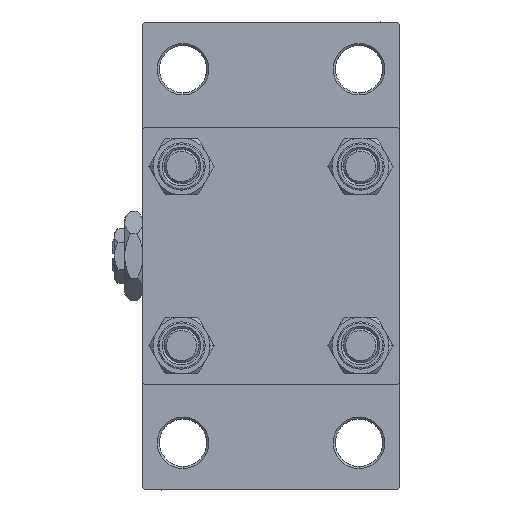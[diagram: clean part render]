
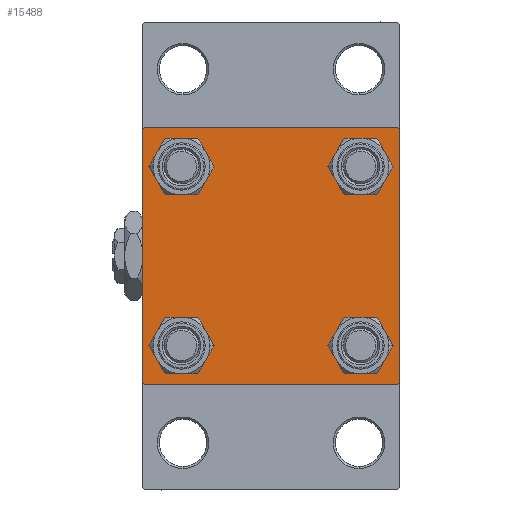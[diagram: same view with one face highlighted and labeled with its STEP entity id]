
A CAD part, left-side view. The second image highlights one B-rep face of the part: STEP entity #15488.
In plain terms, the highlighted planar face has unit normal (-1, 0, 0).
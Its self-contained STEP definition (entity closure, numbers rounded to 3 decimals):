
#566 = VERTEX_POINT ( 'NONE', #30831 ) ;
#589 = DIRECTION ( 'NONE',  ( 1., 0., 0. ) ) ;
#790 = VECTOR ( 'NONE', #3134, 1000. ) ;
#1440 = LINE ( 'NONE', #4721, #13989 ) ;
#1458 = DIRECTION ( 'NONE',  ( 0., -0.707, -0.707 ) ) ;
#1541 = CARTESIAN_POINT ( 'NONE',  ( 0., 29.75, 29.75 ) ) ;
#1647 = ORIENTED_EDGE ( 'NONE', *, *, #8918, .T. ) ;
#2048 = DIRECTION ( 'NONE',  ( 0., -1., 0. ) ) ;
#2375 = VERTEX_POINT ( 'NONE', #37447 ) ;
#2404 = CIRCLE ( 'NONE', #7130, 4.5 ) ;
#2660 = VERTEX_POINT ( 'NONE', #21542 ) ;
#2710 = AXIS2_PLACEMENT_3D ( 'NONE', #15497, #49100, #14755 ) ;
#2933 = CARTESIAN_POINT ( 'NONE',  ( 0., -29.5, -30. ) ) ;
#3134 = DIRECTION ( 'NONE',  ( 0., 0., -1. ) ) ;
#3379 = ORIENTED_EDGE ( 'NONE', *, *, #15228, .T. ) ;
#3519 = CARTESIAN_POINT ( 'NONE',  ( 0., -20.85, -16.35 ) ) ;
#3877 = CARTESIAN_POINT ( 'NONE',  ( 0., -30., 29.5 ) ) ;
#3879 = VERTEX_POINT ( 'NONE', #21735 ) ;
#4375 = DIRECTION ( 'NONE',  ( 0., 0., 1. ) ) ;
#4644 = ORIENTED_EDGE ( 'NONE', *, *, #40653, .T. ) ;
#4721 = CARTESIAN_POINT ( 'NONE',  ( 0., -30., 30. ) ) ;
#4864 = CARTESIAN_POINT ( 'NONE',  ( 0., -20.85, -20.85 ) ) ;
#5832 = CARTESIAN_POINT ( 'NONE',  ( 0., -20.85, 20.85 ) ) ;
#7130 = AXIS2_PLACEMENT_3D ( 'NONE', #33433, #18141, #13388 ) ;
#7281 = CARTESIAN_POINT ( 'NONE',  ( 0., 29.5, 30. ) ) ;
#7413 = VERTEX_POINT ( 'NONE', #20970 ) ;
#7825 = LINE ( 'NONE', #8984, #11464 ) ;
#8342 = FACE_BOUND ( 'NONE', #11663, .T. ) ;
#8660 = DIRECTION ( 'NONE',  ( 0., 0., 1. ) ) ;
#8821 = DIRECTION ( 'NONE',  ( 0., 0.707, -0.707 ) ) ;
#8918 = EDGE_CURVE ( 'NONE', #14581, #9654, #35901, .T. ) ;
#8967 = ORIENTED_EDGE ( 'NONE', *, *, #14036, .T. ) ;
#8984 = CARTESIAN_POINT ( 'NONE',  ( 0., 29.75, -29.75 ) ) ;
#9477 = ORIENTED_EDGE ( 'NONE', *, *, #39330, .T. ) ;
#9654 = VERTEX_POINT ( 'NONE', #16844 ) ;
#9777 = EDGE_CURVE ( 'NONE', #42994, #16789, #21115, .T. ) ;
#10221 = VECTOR ( 'NONE', #8821, 1000. ) ;
#10260 = CARTESIAN_POINT ( 'NONE',  ( 0., 20.85, -25.35 ) ) ;
#10365 = CARTESIAN_POINT ( 'NONE',  ( 0., 20.85, 16.35 ) ) ;
#10775 = VECTOR ( 'NONE', #32869, 1000. ) ;
#11464 = VECTOR ( 'NONE', #1458, 1000. ) ;
#11534 = AXIS2_PLACEMENT_3D ( 'NONE', #4864, #27203, #11655 ) ;
#11556 = AXIS2_PLACEMENT_3D ( 'NONE', #31443, #589, #4375 ) ;
#11655 = DIRECTION ( 'NONE',  ( 0., 0., 1. ) ) ;
#11663 = EDGE_LOOP ( 'NONE', ( #19915, #30600 ) ) ;
#11962 = AXIS2_PLACEMENT_3D ( 'NONE', #34920, #35158, #46932 ) ;
#13388 = DIRECTION ( 'NONE',  ( 0., 0., 1. ) ) ;
#13989 = VECTOR ( 'NONE', #19776, 1000. ) ;
#14036 = EDGE_CURVE ( 'NONE', #9654, #2660, #22704, .T. ) ;
#14581 = VERTEX_POINT ( 'NONE', #7281 ) ;
#14755 = DIRECTION ( 'NONE',  ( 0., 0., 1. ) ) ;
#15228 = EDGE_CURVE ( 'NONE', #3879, #43063, #2404, .T. ) ;
#15488 = ADVANCED_FACE ( 'NONE', ( #39161, #47423, #47173, #8342, #38922 ), #39656, .T. ) ;
#15497 = CARTESIAN_POINT ( 'NONE',  ( 0., -20.85, -20.85 ) ) ;
#16296 = CARTESIAN_POINT ( 'NONE',  ( 0., 29.5, -30. ) ) ;
#16789 = VERTEX_POINT ( 'NONE', #2933 ) ;
#16844 = CARTESIAN_POINT ( 'NONE',  ( 0., 30., 29.5 ) ) ;
#17310 = CIRCLE ( 'NONE', #46937, 4.5 ) ;
#18141 = DIRECTION ( 'NONE',  ( 1., 0., 0. ) ) ;
#18748 = CIRCLE ( 'NONE', #2710, 4.5 ) ;
#19418 = EDGE_LOOP ( 'NONE', ( #22882, #49270 ) ) ;
#19497 = AXIS2_PLACEMENT_3D ( 'NONE', #49541, #27243, #34018 ) ;
#19776 = DIRECTION ( 'NONE',  ( 0., 0., -1. ) ) ;
#19915 = ORIENTED_EDGE ( 'NONE', *, *, #39439, .T. ) ;
#20131 = DIRECTION ( 'NONE',  ( 0., 0., 1. ) ) ;
#20327 = EDGE_CURVE ( 'NONE', #32700, #2375, #44923, .T. ) ;
#20970 = CARTESIAN_POINT ( 'NONE',  ( 0., -20.85, 16.35 ) ) ;
#21115 = LINE ( 'NONE', #36410, #37487 ) ;
#21168 = EDGE_LOOP ( 'NONE', ( #3379, #4644 ) ) ;
#21542 = CARTESIAN_POINT ( 'NONE',  ( 0., 30., -29.5 ) ) ;
#21735 = CARTESIAN_POINT ( 'NONE',  ( 0., 20.85, -16.35 ) ) ;
#22704 = LINE ( 'NONE', #45261, #790 ) ;
#22882 = ORIENTED_EDGE ( 'NONE', *, *, #30690, .T. ) ;
#23996 = EDGE_CURVE ( 'NONE', #2660, #42994, #7825, .T. ) ;
#24927 = VERTEX_POINT ( 'NONE', #32129 ) ;
#25308 = DIRECTION ( 'NONE',  ( 0., -1., 0. ) ) ;
#26024 = ORIENTED_EDGE ( 'NONE', *, *, #23996, .T. ) ;
#26531 = LINE ( 'NONE', #44411, #10775 ) ;
#27201 = ORIENTED_EDGE ( 'NONE', *, *, #49617, .T. ) ;
#27203 = DIRECTION ( 'NONE',  ( 1., 0., 0. ) ) ;
#27243 = DIRECTION ( 'NONE',  ( 1., 0., 0. ) ) ;
#27730 = CARTESIAN_POINT ( 'NONE',  ( 0., 20.85, 20.85 ) ) ;
#28440 = VECTOR ( 'NONE', #41258, 1000. ) ;
#29064 = LINE ( 'NONE', #44602, #42043 ) ;
#29135 = CIRCLE ( 'NONE', #41958, 4.5 ) ;
#30600 = ORIENTED_EDGE ( 'NONE', *, *, #20327, .T. ) ;
#30690 = EDGE_CURVE ( 'NONE', #38460, #24927, #40391, .T. ) ;
#30831 = CARTESIAN_POINT ( 'NONE',  ( 0., -20.85, 25.35 ) ) ;
#31076 = EDGE_CURVE ( 'NONE', #46652, #34899, #26531, .T. ) ;
#31443 = CARTESIAN_POINT ( 'NONE',  ( 0., 20.85, -20.85 ) ) ;
#31665 = EDGE_LOOP ( 'NONE', ( #8967, #26024, #48935, #32978, #47477, #43984, #37692, #1647 ) ) ;
#32129 = CARTESIAN_POINT ( 'NONE',  ( 0., -20.85, -25.35 ) ) ;
#32329 = EDGE_CURVE ( 'NONE', #14581, #34899, #29064, .T. ) ;
#32700 = VERTEX_POINT ( 'NONE', #10365 ) ;
#32869 = DIRECTION ( 'NONE',  ( 0., 0.707, 0.707 ) ) ;
#32905 = AXIS2_PLACEMENT_3D ( 'NONE', #36732, #36488, #40251 ) ;
#32978 = ORIENTED_EDGE ( 'NONE', *, *, #46690, .T. ) ;
#33433 = CARTESIAN_POINT ( 'NONE',  ( 0., 20.85, -20.85 ) ) ;
#34018 = DIRECTION ( 'NONE',  ( 0., 0., 1. ) ) ;
#34899 = VERTEX_POINT ( 'NONE', #45252 ) ;
#34920 = CARTESIAN_POINT ( 'NONE',  ( 0., 0., 0. ) ) ;
#35158 = DIRECTION ( 'NONE',  ( -1., 0., 0. ) ) ;
#35901 = LINE ( 'NONE', #1541, #10221 ) ;
#36410 = CARTESIAN_POINT ( 'NONE',  ( 0., 30., -30. ) ) ;
#36488 = DIRECTION ( 'NONE',  ( 1., 0., 0. ) ) ;
#36732 = CARTESIAN_POINT ( 'NONE',  ( 0., 20.85, 20.85 ) ) ;
#37447 = CARTESIAN_POINT ( 'NONE',  ( 0., 20.85, 25.35 ) ) ;
#37487 = VECTOR ( 'NONE', #2048, 1000. ) ;
#37692 = ORIENTED_EDGE ( 'NONE', *, *, #32329, .F. ) ;
#37895 = EDGE_LOOP ( 'NONE', ( #27201, #9477 ) ) ;
#38460 = VERTEX_POINT ( 'NONE', #3519 ) ;
#38922 = FACE_OUTER_BOUND ( 'NONE', #31665, .T. ) ;
#39161 = FACE_BOUND ( 'NONE', #37895, .T. ) ;
#39330 = EDGE_CURVE ( 'NONE', #7413, #566, #49124, .T. ) ;
#39433 = DIRECTION ( 'NONE',  ( 1., 0., 0. ) ) ;
#39439 = EDGE_CURVE ( 'NONE', #2375, #32700, #29135, .T. ) ;
#39656 = PLANE ( 'NONE',  #11962 ) ;
#40251 = DIRECTION ( 'NONE',  ( 0., 0., 1. ) ) ;
#40391 = CIRCLE ( 'NONE', #11534, 4.5 ) ;
#40653 = EDGE_CURVE ( 'NONE', #43063, #3879, #49162, .T. ) ;
#41223 = VERTEX_POINT ( 'NONE', #42623 ) ;
#41258 = DIRECTION ( 'NONE',  ( 0., -0.707, 0.707 ) ) ;
#41958 = AXIS2_PLACEMENT_3D ( 'NONE', #27730, #43020, #8660 ) ;
#42043 = VECTOR ( 'NONE', #25308, 1000. ) ;
#42623 = CARTESIAN_POINT ( 'NONE',  ( 0., -30., -29.5 ) ) ;
#42994 = VERTEX_POINT ( 'NONE', #16296 ) ;
#43020 = DIRECTION ( 'NONE',  ( 1., 0., 0. ) ) ;
#43063 = VERTEX_POINT ( 'NONE', #10260 ) ;
#43286 = EDGE_CURVE ( 'NONE', #24927, #38460, #18748, .T. ) ;
#43984 = ORIENTED_EDGE ( 'NONE', *, *, #31076, .T. ) ;
#44411 = CARTESIAN_POINT ( 'NONE',  ( 0., -29.75, 29.75 ) ) ;
#44602 = CARTESIAN_POINT ( 'NONE',  ( 0., 30., 30. ) ) ;
#44923 = CIRCLE ( 'NONE', #32905, 4.5 ) ;
#45177 = EDGE_CURVE ( 'NONE', #46652, #41223, #1440, .T. ) ;
#45252 = CARTESIAN_POINT ( 'NONE',  ( 0., -29.5, 30. ) ) ;
#45261 = CARTESIAN_POINT ( 'NONE',  ( 0., 30., 30. ) ) ;
#45499 = LINE ( 'NONE', #49499, #28440 ) ;
#46652 = VERTEX_POINT ( 'NONE', #3877 ) ;
#46690 = EDGE_CURVE ( 'NONE', #16789, #41223, #45499, .T. ) ;
#46932 = DIRECTION ( 'NONE',  ( 0., 0., 1. ) ) ;
#46937 = AXIS2_PLACEMENT_3D ( 'NONE', #5832, #39433, #20131 ) ;
#47173 = FACE_BOUND ( 'NONE', #21168, .T. ) ;
#47423 = FACE_BOUND ( 'NONE', #19418, .T. ) ;
#47477 = ORIENTED_EDGE ( 'NONE', *, *, #45177, .F. ) ;
#48935 = ORIENTED_EDGE ( 'NONE', *, *, #9777, .T. ) ;
#49100 = DIRECTION ( 'NONE',  ( 1., 0., 0. ) ) ;
#49124 = CIRCLE ( 'NONE', #19497, 4.5 ) ;
#49162 = CIRCLE ( 'NONE', #11556, 4.5 ) ;
#49270 = ORIENTED_EDGE ( 'NONE', *, *, #43286, .T. ) ;
#49499 = CARTESIAN_POINT ( 'NONE',  ( 0., -29.75, -29.75 ) ) ;
#49541 = CARTESIAN_POINT ( 'NONE',  ( 0., -20.85, 20.85 ) ) ;
#49617 = EDGE_CURVE ( 'NONE', #566, #7413, #17310, .T. ) ;
